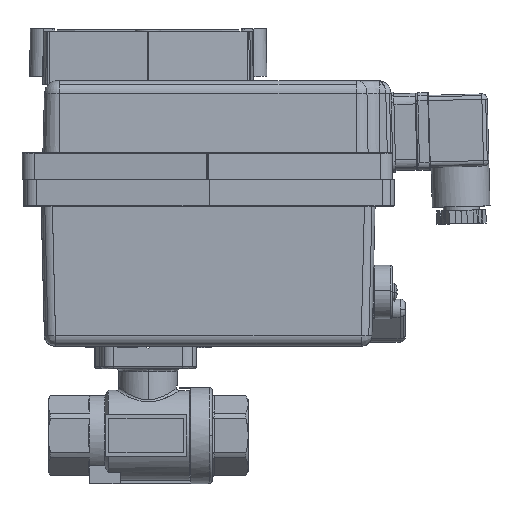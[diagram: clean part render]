
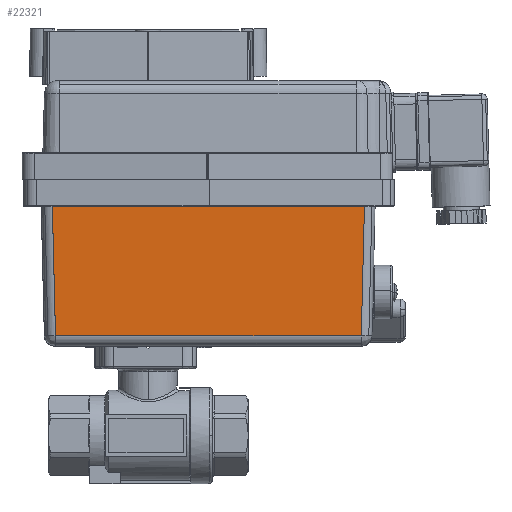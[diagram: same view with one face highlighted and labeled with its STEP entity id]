
A CAD part, top view. The second image highlights one B-rep face of the part: STEP entity #22321.
In plain terms, the highlighted planar face has unit normal (0.003, -0.024, 1).
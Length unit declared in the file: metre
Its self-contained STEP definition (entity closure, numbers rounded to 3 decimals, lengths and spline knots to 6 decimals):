
#2034 = DIRECTION ( 'NONE',  ( 0.024, 0.999, 0.024 ) ) ;
#3950 = VERTEX_POINT ( 'NONE', #40016 ) ;
#4215 = ORIENTED_EDGE ( 'NONE', *, *, #51341, .T. ) ;
#7236 = ORIENTED_EDGE ( 'NONE', *, *, #10861, .T. ) ;
#7350 = CARTESIAN_POINT ( 'NONE',  ( -0.026983, 0.022585, 0.215939 ) ) ;
#9987 = ORIENTED_EDGE ( 'NONE', *, *, #16298, .T. ) ;
#10861 = EDGE_CURVE ( 'NONE', #41768, #3950, #72015, .T. ) ;
#13338 = AXIS2_PLACEMENT_3D ( 'NONE', #40488, #65946, #34205 ) ;
#14991 = PLANE ( 'NONE',  #13338 ) ;
#16298 = EDGE_CURVE ( 'NONE', #32507, #41768, #27842, .T. ) ;
#17197 = EDGE_CURVE ( 'NONE', #41323, #32507, #80436, .T. ) ;
#22321 = ADVANCED_FACE ( 'NONE', ( #71811 ), #14991, .T. ) ;
#27842 = LINE ( 'NONE', #52545, #55311 ) ;
#30255 = DIRECTION ( 'NONE',  ( 1., 0., -0.002 ) ) ;
#32507 = VERTEX_POINT ( 'NONE', #35467 ) ;
#34205 = DIRECTION ( 'NONE',  ( 0., -1., -0.024 ) ) ;
#35467 = CARTESIAN_POINT ( 'NONE',  ( -0.028167, -0.026012, 0.214761 ) ) ;
#36568 = CARTESIAN_POINT ( 'NONE',  ( -0.142807, -0.026012, 0.215047 ) ) ;
#37054 = DIRECTION ( 'NONE',  ( 0.024, -0.999, -0.024 ) ) ;
#39850 = DIRECTION ( 'NONE',  ( -1., 0., 0.002 ) ) ;
#40016 = CARTESIAN_POINT ( 'NONE',  ( -0.143985, 0.022585, 0.21623 ) ) ;
#40488 = CARTESIAN_POINT ( 'NONE',  ( -0.147984, 0.022585, 0.21624 ) ) ;
#41323 = VERTEX_POINT ( 'NONE', #45105 ) ;
#41768 = VERTEX_POINT ( 'NONE', #74173 ) ;
#42921 = LINE ( 'NONE', #55475, #58615 ) ;
#43419 = VECTOR ( 'NONE', #30255, 1. ) ;
#45105 = CARTESIAN_POINT ( 'NONE',  ( -0.142807, -0.026012, 0.215047 ) ) ;
#51341 = EDGE_CURVE ( 'NONE', #3950, #41323, #42921, .T. ) ;
#52545 = CARTESIAN_POINT ( 'NONE',  ( -0.028167, -0.026012, 0.214761 ) ) ;
#53715 = ORIENTED_EDGE ( 'NONE', *, *, #17197, .T. ) ;
#55092 = VECTOR ( 'NONE', #39850, 1. ) ;
#55311 = VECTOR ( 'NONE', #2034, 1. ) ;
#55475 = CARTESIAN_POINT ( 'NONE',  ( -0.143985, 0.022585, 0.21623 ) ) ;
#58615 = VECTOR ( 'NONE', #37054, 1. ) ;
#65946 = DIRECTION ( 'NONE',  ( 0.002, -0.024, 1. ) ) ;
#68846 = EDGE_LOOP ( 'NONE', ( #7236, #4215, #53715, #9987 ) ) ;
#71811 = FACE_OUTER_BOUND ( 'NONE', #68846, .T. ) ;
#72015 = LINE ( 'NONE', #7350, #55092 ) ;
#74173 = CARTESIAN_POINT ( 'NONE',  ( -0.026983, 0.022585, 0.215939 ) ) ;
#80436 = LINE ( 'NONE', #36568, #43419 ) ;
